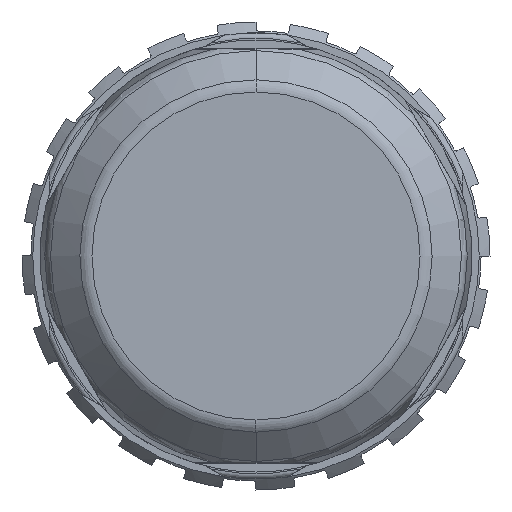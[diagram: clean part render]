
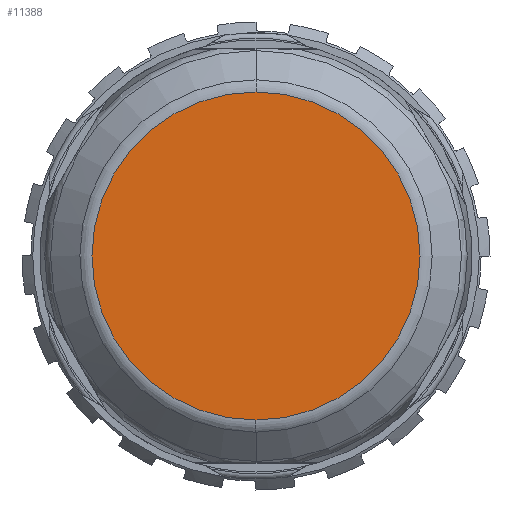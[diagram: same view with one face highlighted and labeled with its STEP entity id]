
A CAD part, front view. The second image highlights one B-rep face of the part: STEP entity #11388.
In plain terms, the highlighted planar face has unit normal (0, -1, 0).
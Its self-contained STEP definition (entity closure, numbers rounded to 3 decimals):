
#1604=CARTESIAN_POINT('',(0.,-66.8,0.));
#1605=DIRECTION('',(0.,1.,0.));
#1606=DIRECTION('',(0.,0.,-1.));
#1607=AXIS2_PLACEMENT_3D('',#1604,#1605,#1606);
#1609=CARTESIAN_POINT('',(0.,-66.8,0.));
#1610=DIRECTION('',(0.,1.,0.));
#1611=DIRECTION('',(0.,0.,1.));
#1612=AXIS2_PLACEMENT_3D('',#1609,#1610,#1611);
#8285=CARTESIAN_POINT('',(0.,-66.8,
9.115));
#8286=VERTEX_POINT('',#8285);
#8287=CARTESIAN_POINT('',(0.,-66.8,
-9.115));
#8288=VERTEX_POINT('',#8287);
#11378=CARTESIAN_POINT('',(0.,-66.8,0.));
#11379=DIRECTION('',(0.,-1.,0.));
#11380=DIRECTION('',(0.,0.,1.));
#11381=AXIS2_PLACEMENT_3D('',#11378,#11379,#11380);
#11382=PLANE('',#11381);
#11384=ORIENTED_EDGE('',*,*,#11383,.T.);
#11385=ORIENTED_EDGE('',*,*,#11367,.T.);
#11386=EDGE_LOOP('',(#11384,#11385));
#11387=FACE_OUTER_BOUND('',#11386,.F.);
#1608=CIRCLE('',#1607,9.115);
#1613=CIRCLE('',#1612,9.115);
#11367=EDGE_CURVE('',#8286,#8288,#1613,.T.);
#11383=EDGE_CURVE('',#8288,#8286,#1608,.T.);
#11388=ADVANCED_FACE('',(#11387),#11382,.T.);
